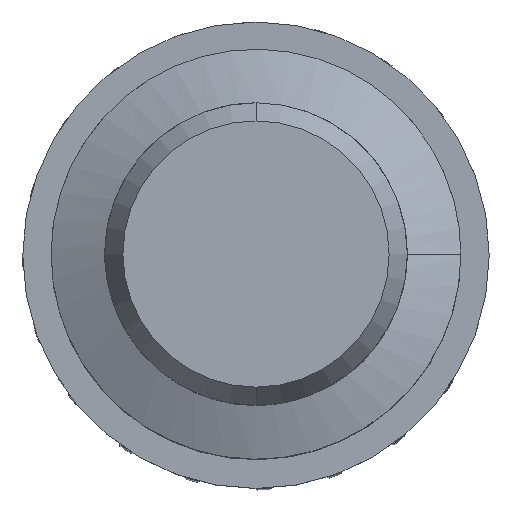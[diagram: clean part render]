
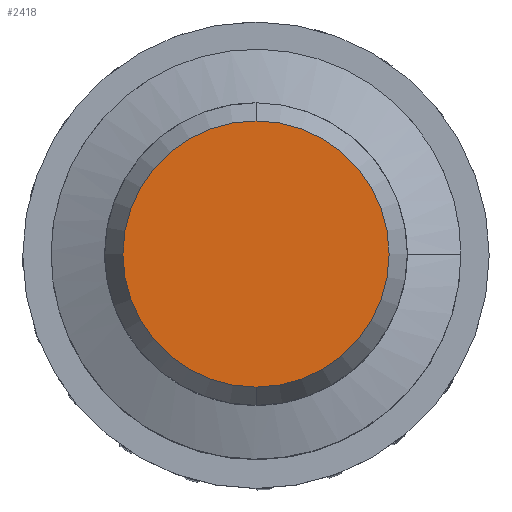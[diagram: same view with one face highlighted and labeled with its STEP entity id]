
A CAD part, top view. The second image highlights one B-rep face of the part: STEP entity #2418.
In plain terms, the highlighted planar face has unit normal (0, 0, 1).
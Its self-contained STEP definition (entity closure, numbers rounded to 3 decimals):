
#23 = ORIENTED_EDGE ( 'NONE', *, *, #1949, .T. ) ;
#40 = ORIENTED_EDGE ( 'NONE', *, *, #2035, .T. ) ;
#46 = AXIS2_PLACEMENT_3D ( 'NONE', #1365, #1598, #1393 ) ;
#168 = DIRECTION ( 'NONE',  ( 0., 0., -1. ) ) ;
#313 = AXIS2_PLACEMENT_3D ( 'NONE', #344, #168, #764 ) ;
#344 = CARTESIAN_POINT ( 'NONE',  ( 0., 2.111, 0. ) ) ;
#493 = FACE_OUTER_BOUND ( 'NONE', #1024, .T. ) ;
#527 = AXIS2_PLACEMENT_3D ( 'NONE', #1427, #2285, #1845 ) ;
#764 = DIRECTION ( 'NONE',  ( 0., 1., 0. ) ) ;
#926 = CARTESIAN_POINT ( 'NONE',  ( 0., -2.111, 0. ) ) ;
#1024 = EDGE_LOOP ( 'NONE', ( #40, #23 ) ) ;
#1270 = CIRCLE ( 'NONE', #46, 2.111 ) ;
#1312 = PLANE ( 'NONE',  #313 ) ;
#1365 = CARTESIAN_POINT ( 'NONE',  ( 0., 0., 0. ) ) ;
#1393 = DIRECTION ( 'NONE',  ( 0., -1., 0. ) ) ;
#1427 = CARTESIAN_POINT ( 'NONE',  ( 0., 0., 0. ) ) ;
#1539 = VERTEX_POINT ( 'NONE', #2163 ) ;
#1598 = DIRECTION ( 'NONE',  ( 0., 0., 1. ) ) ;
#1663 = VERTEX_POINT ( 'NONE', #926 ) ;
#1845 = DIRECTION ( 'NONE',  ( 0., -1., 0. ) ) ;
#1949 = EDGE_CURVE ( 'NONE', #1663, #1539, #1270, .T. ) ;
#2035 = EDGE_CURVE ( 'NONE', #1539, #1663, #2177, .T. ) ;
#2163 = CARTESIAN_POINT ( 'NONE',  ( 0., 2.111, 0. ) ) ;
#2177 = CIRCLE ( 'NONE', #527, 2.111 ) ;
#2285 = DIRECTION ( 'NONE',  ( 0., 0., 1. ) ) ;
#2418 = ADVANCED_FACE ( 'NONE', ( #493 ), #1312, .F. ) ;
